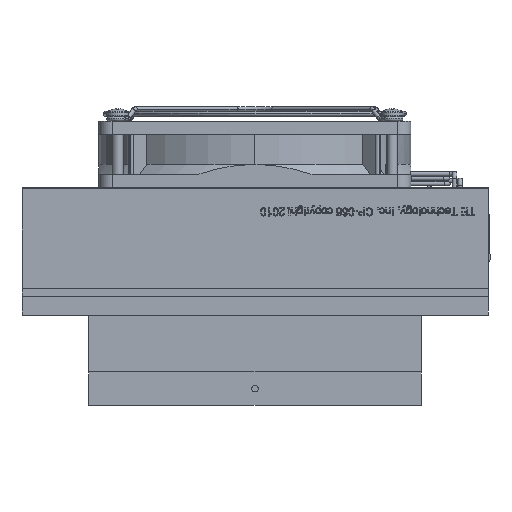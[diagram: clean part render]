
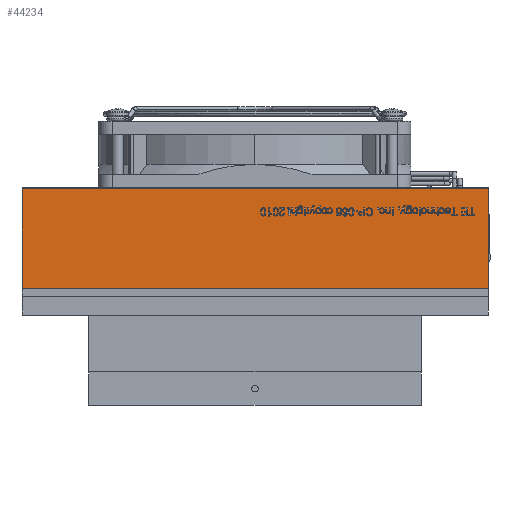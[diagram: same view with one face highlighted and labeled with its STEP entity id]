
A CAD part, front view. The second image highlights one B-rep face of the part: STEP entity #44234.
In plain terms, the highlighted face is planar.
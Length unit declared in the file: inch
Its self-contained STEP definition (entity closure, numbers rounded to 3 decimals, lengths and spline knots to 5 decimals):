
#5805=VECTOR('',#53300,1.);
#5808=VECTOR('',#53304,1.);
#5809=VECTOR('',#53305,1.);
#5810=VECTOR('',#53306,1.);
#9263=LINE('',#69355,#5805);
#9266=LINE('',#69361,#5808);
#9267=LINE('',#69363,#5809);
#9268=LINE('',#69365,#5810);
#11532=PLANE('',#47064);
#14555=VERTEX_POINT('',#69354);
#14556=VERTEX_POINT('',#69356);
#14558=VERTEX_POINT('',#69362);
#14559=VERTEX_POINT('',#69364);
#21229=EDGE_CURVE('',#14556,#14555,#9263,.T.);
#21232=EDGE_CURVE('',#14555,#14558,#9266,.T.);
#21233=EDGE_CURVE('',#14559,#14558,#9267,.T.);
#21234=EDGE_CURVE('',#14559,#14556,#9268,.T.);
#31283=ORIENTED_EDGE('',*,*,#21232,.T.);
#31284=ORIENTED_EDGE('',*,*,#21233,.F.);
#31285=ORIENTED_EDGE('',*,*,#21234,.T.);
#31286=ORIENTED_EDGE('',*,*,#21229,.T.);
#38850=EDGE_LOOP('',(#31283,#31284,#31285,#31286));
#41608=FACE_BOUND('',#38850,.T.);
#44234=ADVANCED_FACE('',(#41608),#11532,.T.);
#47064=AXIS2_PLACEMENT_3D('',#69360,#53303,$);
#53300=DIRECTION('',(0.,0.,1.));
#53303=DIRECTION('',(1.,0.,0.));
#53304=DIRECTION('',(0.,-1.,0.));
#53305=DIRECTION('',(0.,0.,1.));
#53306=DIRECTION('',(0.,1.,0.));
#69354=CARTESIAN_POINT('',(2.5,-0.40656,3.5));
#69355=CARTESIAN_POINT('',(2.5,-0.40656,-3.5));
#69356=CARTESIAN_POINT('',(2.5,-0.40656,-3.5));
#69360=CARTESIAN_POINT('',(2.5,-1.15656,-3.5));
#69361=CARTESIAN_POINT('',(2.5,-1.90656,3.5));
#69362=CARTESIAN_POINT('',(2.5,-1.90656,3.5));
#69363=CARTESIAN_POINT('',(2.5,-1.90656,-3.5));
#69364=CARTESIAN_POINT('',(2.5,-1.90656,-3.5));
#69365=CARTESIAN_POINT('',(2.5,-1.90656,-3.5));
